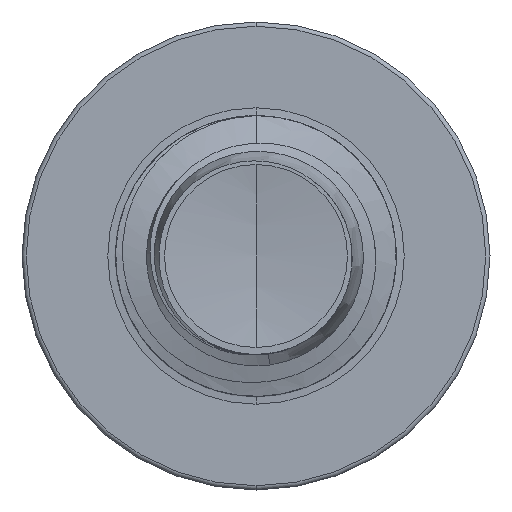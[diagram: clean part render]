
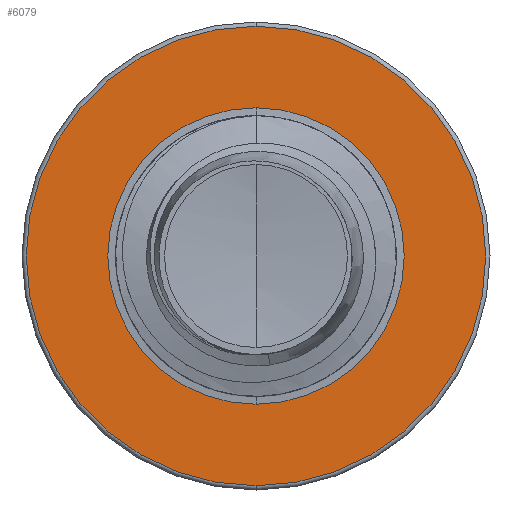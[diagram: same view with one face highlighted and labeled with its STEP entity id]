
A CAD part, front view. The second image highlights one B-rep face of the part: STEP entity #6079.
In plain terms, the highlighted planar face has unit normal (0, -1, 0).
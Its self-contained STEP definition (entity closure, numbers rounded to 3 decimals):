
#306 = AXIS2_PLACEMENT_3D ( 'NONE', #13533, #2506, #15235 ) ;
#546 = AXIS2_PLACEMENT_3D ( 'NONE', #5374, #17688, #7281 ) ;
#722 = CARTESIAN_POINT ( 'NONE',  ( 0., 11., 3.683 ) ) ;
#845 = AXIS2_PLACEMENT_3D ( 'NONE', #19225, #9125, #20857 ) ;
#2044 = VERTEX_POINT ( 'NONE', #722 ) ;
#2506 = DIRECTION ( 'NONE',  ( 0., 1., 0. ) ) ;
#2586 = ORIENTED_EDGE ( 'NONE', *, *, #19659, .T. ) ;
#3346 = CARTESIAN_POINT ( 'NONE',  ( 0., 11., 0. ) ) ;
#3542 = AXIS2_PLACEMENT_3D ( 'NONE', #3346, #15959, #5256 ) ;
#5256 = DIRECTION ( 'NONE',  ( 0., 0., 1. ) ) ;
#5374 = CARTESIAN_POINT ( 'NONE',  ( 0., 11., 0. ) ) ;
#5378 = ORIENTED_EDGE ( 'NONE', *, *, #19695, .F. ) ;
#6079 = ADVANCED_FACE ( 'NONE', ( #22294, #13489 ), #21342, .F. ) ;
#6193 = ORIENTED_EDGE ( 'NONE', *, *, #20179, .T. ) ;
#6368 = CIRCLE ( 'NONE', #3542, 3.683 ) ;
#6486 = VERTEX_POINT ( 'NONE', #15887 ) ;
#6950 = CIRCLE ( 'NONE', #845, 2.375 ) ;
#7281 = DIRECTION ( 'NONE',  ( 0., 0., 1. ) ) ;
#9125 = DIRECTION ( 'NONE',  ( 0., 1., 0. ) ) ;
#9515 = VERTEX_POINT ( 'NONE', #19778 ) ;
#10198 = CIRCLE ( 'NONE', #306, 2.375 ) ;
#11170 = AXIS2_PLACEMENT_3D ( 'NONE', #22858, #21324, #21319 ) ;
#11321 = CIRCLE ( 'NONE', #546, 3.683 ) ;
#11708 = ORIENTED_EDGE ( 'NONE', *, *, #16842, .F. ) ;
#13489 = FACE_BOUND ( 'NONE', #13907, .T. ) ;
#13533 = CARTESIAN_POINT ( 'NONE',  ( 0., 11., 0. ) ) ;
#13907 = EDGE_LOOP ( 'NONE', ( #2586, #6193 ) ) ;
#15235 = DIRECTION ( 'NONE',  ( 0., 0., 1. ) ) ;
#15887 = CARTESIAN_POINT ( 'NONE',  ( 0., 11., -2.375 ) ) ;
#15959 = DIRECTION ( 'NONE',  ( 0., 1., 0. ) ) ;
#16842 = EDGE_CURVE ( 'NONE', #2044, #19647, #6368, .T. ) ;
#17688 = DIRECTION ( 'NONE',  ( 0., 1., 0. ) ) ;
#19030 = EDGE_LOOP ( 'NONE', ( #11708, #5378 ) ) ;
#19225 = CARTESIAN_POINT ( 'NONE',  ( 0., 11., 0. ) ) ;
#19647 = VERTEX_POINT ( 'NONE', #22527 ) ;
#19659 = EDGE_CURVE ( 'NONE', #9515, #6486, #6950, .T. ) ;
#19695 = EDGE_CURVE ( 'NONE', #19647, #2044, #11321, .T. ) ;
#19778 = CARTESIAN_POINT ( 'NONE',  ( 0., 11., 2.375 ) ) ;
#20179 = EDGE_CURVE ( 'NONE', #6486, #9515, #10198, .T. ) ;
#20857 = DIRECTION ( 'NONE',  ( 0., 0., 1. ) ) ;
#21319 = DIRECTION ( 'NONE',  ( 0., 0., 1. ) ) ;
#21324 = DIRECTION ( 'NONE',  ( 0., 1., 0. ) ) ;
#21342 = PLANE ( 'NONE',  #11170 ) ;
#22294 = FACE_OUTER_BOUND ( 'NONE', #19030, .T. ) ;
#22527 = CARTESIAN_POINT ( 'NONE',  ( 0., 11., -3.682 ) ) ;
#22858 = CARTESIAN_POINT ( 'NONE',  ( 0., 11., -2.375 ) ) ;
